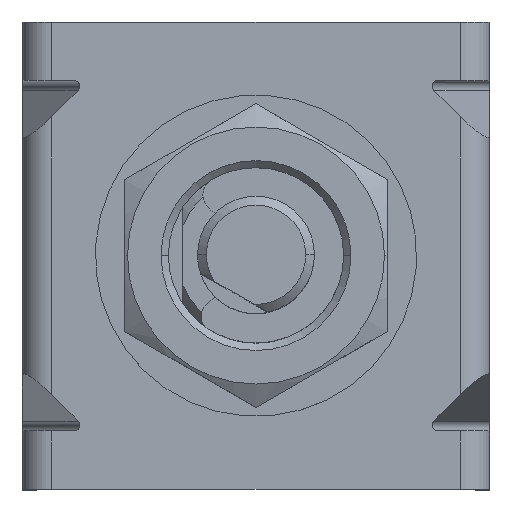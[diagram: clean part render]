
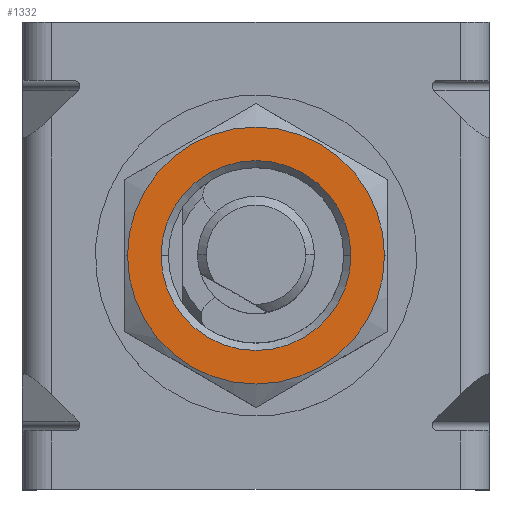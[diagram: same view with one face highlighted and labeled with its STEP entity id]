
A CAD part, top view. The second image highlights one B-rep face of the part: STEP entity #1332.
In plain terms, the highlighted planar face has unit normal (0, 0, 1).
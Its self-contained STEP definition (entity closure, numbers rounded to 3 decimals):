
#255 = AXIS2_PLACEMENT_3D ( 'NONE', #5131, #7760, #14566 ) ;
#722 = DIRECTION ( 'NONE',  ( 0., 0., -1. ) ) ;
#1037 = CARTESIAN_POINT ( 'NONE',  ( 3.25, 0., 2. ) ) ;
#1332 = ADVANCED_FACE ( 'NONE', ( #11081, #6485 ), #3970, .F. ) ;
#1973 = CARTESIAN_POINT ( 'NONE',  ( -3.25, 0., 2. ) ) ;
#2076 = CIRCLE ( 'NONE', #2462, 3.25 ) ;
#2462 = AXIS2_PLACEMENT_3D ( 'NONE', #6089, #722, #7411 ) ;
#3820 = EDGE_CURVE ( 'NONE', #13520, #14105, #15217, .T. ) ;
#3970 = PLANE ( 'NONE',  #255 ) ;
#4541 = ORIENTED_EDGE ( 'NONE', *, *, #11714, .F. ) ;
#4732 = ORIENTED_EDGE ( 'NONE', *, *, #8681, .F. ) ;
#5131 = CARTESIAN_POINT ( 'NONE',  ( -4.5, -2.598, 2. ) ) ;
#5139 = VERTEX_POINT ( 'NONE', #11787 ) ;
#5995 = CIRCLE ( 'NONE', #8258, 4.4 ) ;
#6084 = AXIS2_PLACEMENT_3D ( 'NONE', #14841, #13390, #7892 ) ;
#6089 = CARTESIAN_POINT ( 'NONE',  ( 0., 0., 2. ) ) ;
#6485 = FACE_BOUND ( 'NONE', #10022, .T. ) ;
#6537 = CARTESIAN_POINT ( 'NONE',  ( 0., 0., 2. ) ) ;
#7232 = CARTESIAN_POINT ( 'NONE',  ( 0., 0., 2. ) ) ;
#7411 = DIRECTION ( 'NONE',  ( 1., 0., 0. ) ) ;
#7487 = VERTEX_POINT ( 'NONE', #11056 ) ;
#7749 = EDGE_CURVE ( 'NONE', #14105, #13520, #2076, .T. ) ;
#7760 = DIRECTION ( 'NONE',  ( 0., 0., -1. ) ) ;
#7892 = DIRECTION ( 'NONE',  ( -1., 0., 0. ) ) ;
#8258 = AXIS2_PLACEMENT_3D ( 'NONE', #7232, #16587, #8567 ) ;
#8567 = DIRECTION ( 'NONE',  ( -1., 0., 0. ) ) ;
#8681 = EDGE_CURVE ( 'NONE', #7487, #5139, #5995, .T. ) ;
#10022 = EDGE_LOOP ( 'NONE', ( #13928, #13430 ) ) ;
#11056 = CARTESIAN_POINT ( 'NONE',  ( 4.4, 0., 2. ) ) ;
#11081 = FACE_OUTER_BOUND ( 'NONE', #11732, .T. ) ;
#11714 = EDGE_CURVE ( 'NONE', #5139, #7487, #12635, .T. ) ;
#11732 = EDGE_LOOP ( 'NONE', ( #4541, #4732 ) ) ;
#11787 = CARTESIAN_POINT ( 'NONE',  ( -4.4, 0., 2. ) ) ;
#11911 = DIRECTION ( 'NONE',  ( 0., 0., -1. ) ) ;
#12635 = CIRCLE ( 'NONE', #6084, 4.4 ) ;
#13390 = DIRECTION ( 'NONE',  ( 0., 0., -1. ) ) ;
#13430 = ORIENTED_EDGE ( 'NONE', *, *, #7749, .T. ) ;
#13520 = VERTEX_POINT ( 'NONE', #1037 ) ;
#13928 = ORIENTED_EDGE ( 'NONE', *, *, #3820, .T. ) ;
#14105 = VERTEX_POINT ( 'NONE', #1973 ) ;
#14566 = DIRECTION ( 'NONE',  ( -1., 0., 0. ) ) ;
#14841 = CARTESIAN_POINT ( 'NONE',  ( 0., 0., 2. ) ) ;
#15217 = CIRCLE ( 'NONE', #15825, 3.25 ) ;
#15825 = AXIS2_PLACEMENT_3D ( 'NONE', #6537, #11911, #15873 ) ;
#15873 = DIRECTION ( 'NONE',  ( 1., 0., 0. ) ) ;
#16587 = DIRECTION ( 'NONE',  ( 0., 0., -1. ) ) ;
